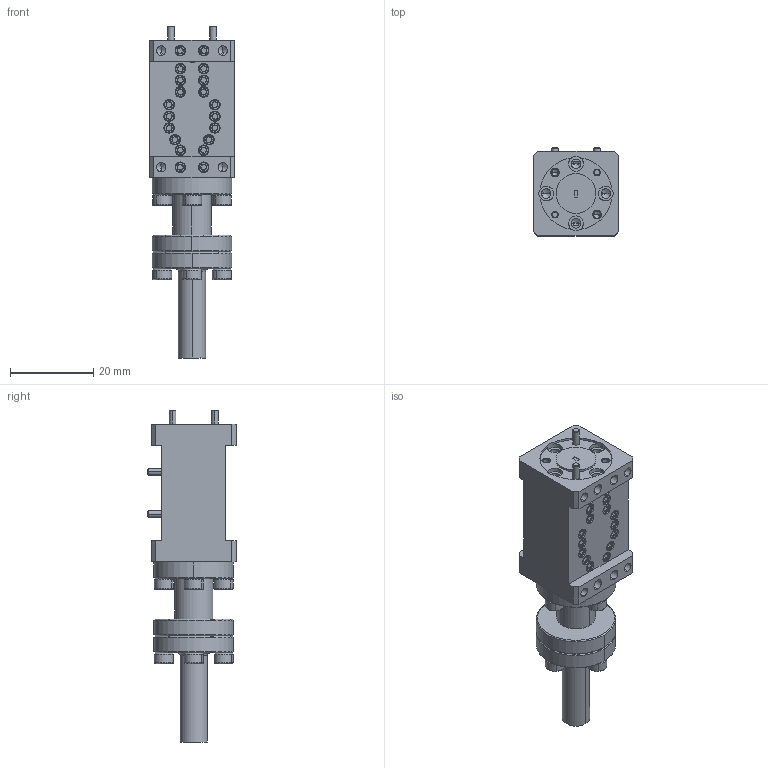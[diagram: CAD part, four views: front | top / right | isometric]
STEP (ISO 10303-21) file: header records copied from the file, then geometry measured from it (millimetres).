
FILE_DESCRIPTION (( 'STEP AP203' ), '1' );
FILE_NAME ('DMAH-075-101-AD1.STEP', '2025-09-26T16:26:42', ( '' ), ( '' ), 'SwSTEP 2.0', 'SolidWorks 2021', '' );
FILE_SCHEMA (( 'CONFIG_CONTROL_DESIGN' ));
Length unit declared in the file: inch
Products named in the file (1): DMAH-075-101-AD1
Bounding box: 20.32 x 21.15 x 79.57 mm (x, y, z)
Volume: 15620.8 mm3; surface area: 7352.8 mm2
Topology: 1 solids, 1 shells, 855 faces, 1822 edges, 1036 vertices
Faces by surface type: cone 304, plane 297, cylinder 236, torus 18
Entity records: 22907 total; most frequent: CARTESIAN_POINT 4620, DIRECTION 3998, ORIENTED_EDGE 3564, EDGE_CURVE 1782, AXIS2_PLACEMENT_3D 1550, VERTEX_POINT 1036, EDGE_LOOP 966, VECTOR 898
